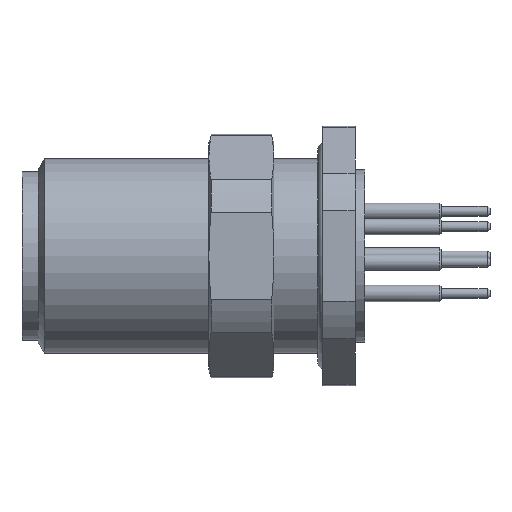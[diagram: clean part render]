
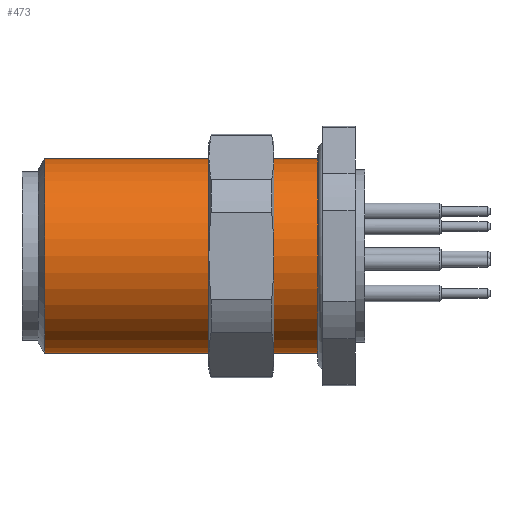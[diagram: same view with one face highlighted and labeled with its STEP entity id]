
A CAD part, front view. The second image highlights one B-rep face of the part: STEP entity #473.
In plain terms, the highlighted cylindrical face has radius 6 mm (diameter 12 mm), a full revolution.
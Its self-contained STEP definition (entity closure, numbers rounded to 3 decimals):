
#312=FACE_BOUND('',#773,.T.);
#313=FACE_BOUND('',#774,.T.);
#473=ADVANCED_FACE('',(#312,#313),#581,.T.);
#581=CYLINDRICAL_SURFACE('',#2077,6.);
#773=EDGE_LOOP('',(#1244));
#774=EDGE_LOOP('',(#1245));
#961=CIRCLE('',#2030,6.);
#987=CIRCLE('',#2075,6.);
#1244=ORIENTED_EDGE('',*,*,#1755,.T.);
#1245=ORIENTED_EDGE('',*,*,#1721,.T.);
#1538=VERTEX_POINT('',#3024);
#1568=VERTEX_POINT('',#3107);
#1721=EDGE_CURVE('',#1538,#1538,#961,.T.);
#1755=EDGE_CURVE('',#1568,#1568,#987,.T.);
#2030=AXIS2_PLACEMENT_3D('',#3023,#2419,#2420);
#2075=AXIS2_PLACEMENT_3D('',#3106,#2517,#2518);
#2077=AXIS2_PLACEMENT_3D('',#3109,#2521,#2522);
#2419=DIRECTION('',(-1.,0.,0.));
#2420=DIRECTION('',(0.,0.,-1.));
#2517=DIRECTION('',(1.,0.,0.));
#2518=DIRECTION('',(0.,0.,1.));
#2521=DIRECTION('',(1.,0.,0.));
#2522=DIRECTION('',(0.,0.,-1.));
#3023=CARTESIAN_POINT('',(17.7,0.,0.));
#3024=CARTESIAN_POINT('',(17.7,0.,-6.));
#3106=CARTESIAN_POINT('',(0.4,0.,0.));
#3107=CARTESIAN_POINT('',(0.4,0.,6.));
#3109=CARTESIAN_POINT('',(0.,0.,0.));
